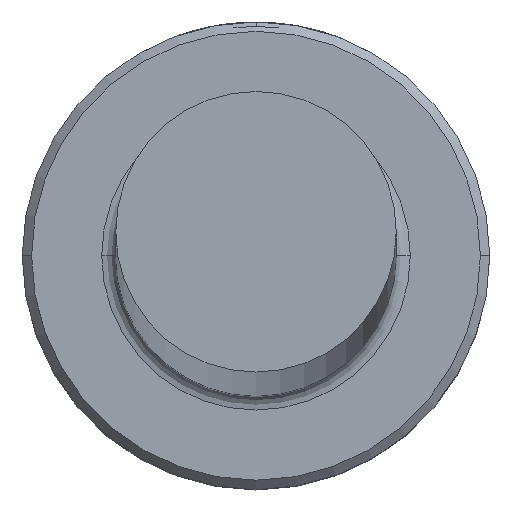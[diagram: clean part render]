
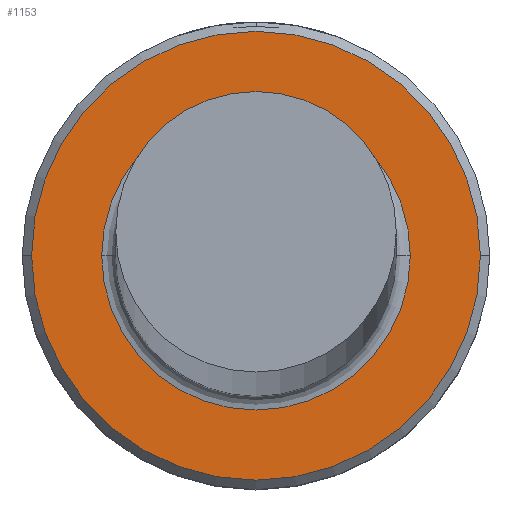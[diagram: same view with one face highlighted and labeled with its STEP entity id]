
A CAD part, top view. The second image highlights one B-rep face of the part: STEP entity #1153.
In plain terms, the highlighted planar face has unit normal (0, 0, 1).
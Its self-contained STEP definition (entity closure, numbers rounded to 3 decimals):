
#24 = DIRECTION ( 'NONE',  ( 0., 0., -1. ) ) ;
#128 = FACE_BOUND ( 'NONE', #877, .T. ) ;
#231 = DIRECTION ( 'NONE',  ( 0., 0., 1. ) ) ;
#272 = AXIS2_PLACEMENT_3D ( 'NONE', #433, #1038, #520 ) ;
#307 = AXIS2_PLACEMENT_3D ( 'NONE', #506, #321, #1120 ) ;
#308 = CARTESIAN_POINT ( 'NONE',  ( -4.8, 0., 6. ) ) ;
#321 = DIRECTION ( 'NONE',  ( 0., 0., 1. ) ) ;
#329 = EDGE_CURVE ( 'NONE', #1072, #701, #1060, .T. ) ;
#411 = EDGE_CURVE ( 'NONE', #675, #603, #710, .T. ) ;
#433 = CARTESIAN_POINT ( 'NONE',  ( 0., 0., 6. ) ) ;
#488 = DIRECTION ( 'NONE',  ( 0., 0., 1. ) ) ;
#506 = CARTESIAN_POINT ( 'NONE',  ( 0., 0., 6. ) ) ;
#520 = DIRECTION ( 'NONE',  ( -1., 0., 0. ) ) ;
#555 = EDGE_CURVE ( 'NONE', #603, #675, #841, .T. ) ;
#565 = CARTESIAN_POINT ( 'NONE',  ( 0., 0., 6. ) ) ;
#603 = VERTEX_POINT ( 'NONE', #922 ) ;
#620 = AXIS2_PLACEMENT_3D ( 'NONE', #1002, #488, #1094 ) ;
#649 = DIRECTION ( 'NONE',  ( -1., 0., 0. ) ) ;
#675 = VERTEX_POINT ( 'NONE', #936 ) ;
#701 = VERTEX_POINT ( 'NONE', #857 ) ;
#710 = CIRCLE ( 'NONE', #272, 3.3 ) ;
#731 = AXIS2_PLACEMENT_3D ( 'NONE', #565, #24, #649 ) ;
#758 = CARTESIAN_POINT ( 'NONE',  ( 0., 0., 6. ) ) ;
#766 = ORIENTED_EDGE ( 'NONE', *, *, #555, .T. ) ;
#830 = ORIENTED_EDGE ( 'NONE', *, *, #329, .T. ) ;
#839 = FACE_OUTER_BOUND ( 'NONE', #891, .T. ) ;
#841 = CIRCLE ( 'NONE', #731, 3.3 ) ;
#849 = DIRECTION ( 'NONE',  ( 1., 0., 0. ) ) ;
#857 = CARTESIAN_POINT ( 'NONE',  ( 4.8, 0., 6. ) ) ;
#877 = EDGE_LOOP ( 'NONE', ( #766, #956 ) ) ;
#891 = EDGE_LOOP ( 'NONE', ( #830, #1092 ) ) ;
#922 = CARTESIAN_POINT ( 'NONE',  ( -3.3, 0., 6. ) ) ;
#936 = CARTESIAN_POINT ( 'NONE',  ( 3.3, 0., 6. ) ) ;
#938 = PLANE ( 'NONE',  #307 ) ;
#943 = AXIS2_PLACEMENT_3D ( 'NONE', #758, #231, #849 ) ;
#956 = ORIENTED_EDGE ( 'NONE', *, *, #411, .T. ) ;
#1002 = CARTESIAN_POINT ( 'NONE',  ( 0., 0., 6. ) ) ;
#1032 = EDGE_CURVE ( 'NONE', #701, #1072, #1164, .T. ) ;
#1038 = DIRECTION ( 'NONE',  ( 0., 0., -1. ) ) ;
#1060 = CIRCLE ( 'NONE', #943, 4.8 ) ;
#1072 = VERTEX_POINT ( 'NONE', #308 ) ;
#1092 = ORIENTED_EDGE ( 'NONE', *, *, #1032, .T. ) ;
#1094 = DIRECTION ( 'NONE',  ( 1., 0., 0. ) ) ;
#1120 = DIRECTION ( 'NONE',  ( 1., 0., 0. ) ) ;
#1153 = ADVANCED_FACE ( 'NONE', ( #839, #128 ), #938, .T. ) ;
#1164 = CIRCLE ( 'NONE', #620, 4.8 ) ;
